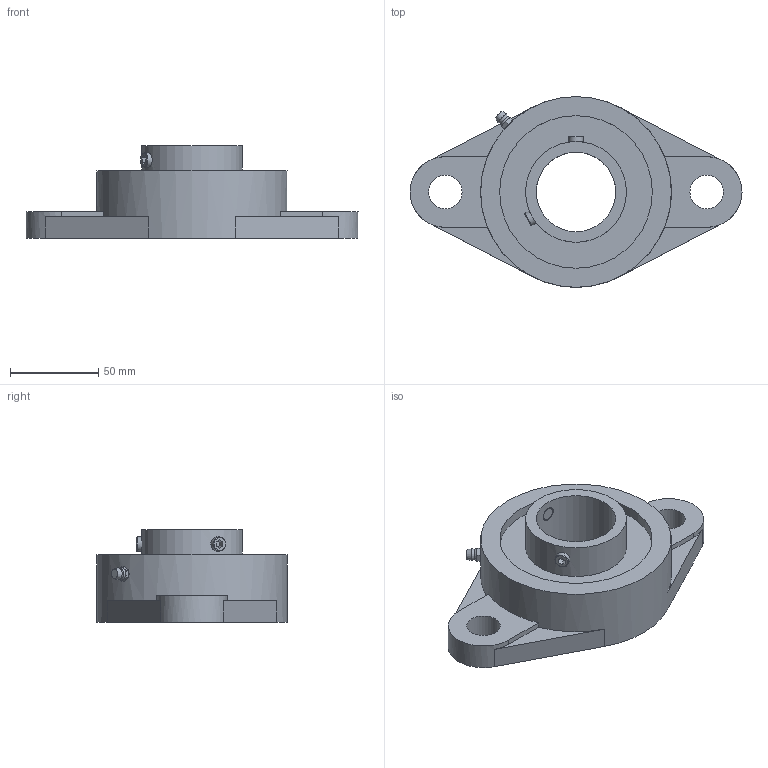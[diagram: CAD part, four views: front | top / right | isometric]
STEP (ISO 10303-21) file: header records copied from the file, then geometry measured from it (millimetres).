
FILE_DESCRIPTION( ( 'STEP AP214' ), ' ' );
FILE_NAME( 'UCFL209J.stp', '2018-05-30T06:51:59', ( '' ), ( '' ), ' ', 'PARTsolutions', ' ' );
FILE_SCHEMA( ( 'AUTOMOTIVE_DESIGN { 1 0 10303 214 1 1 1 1 }' ) );
Length unit declared in the file: millimetre
Products named in the file (2): UCFL209J; _UCFL209-Housing
Assembly tree (1 placements, depth 2):
  UCFL209J
    _UCFL209-Housing
Bounding box: 188 x 108 x 52.2 mm (x, y, z)
Volume: 301531.4 mm3; surface area: 54986.3 mm2
Topology: 1 solids, 1 shells, 80 faces, 182 edges, 115 vertices
Faces by surface type: plane 45, cone 17, cylinder 16, torus 2
Full cylindrical faces by diameter (mm): 8 x4, 19 x2, 45 x1, 57.1 x2, 86.4 x2, 108 x1
Entity records: 3158 total; most frequent: CARTESIAN_POINT 774, DIRECTION 350, ORIENTED_EDGE 320, EDGE_CURVE 160, AXIS2_PLACEMENT_3D 138, EDGE_LOOP 116, VERTEX_POINT 112, FACE_OUTER_BOUND 94
